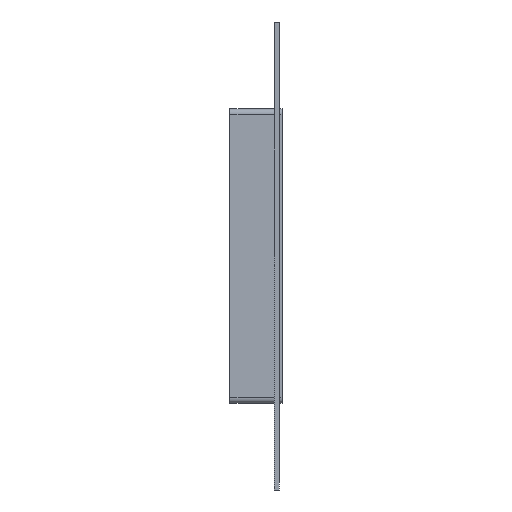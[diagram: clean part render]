
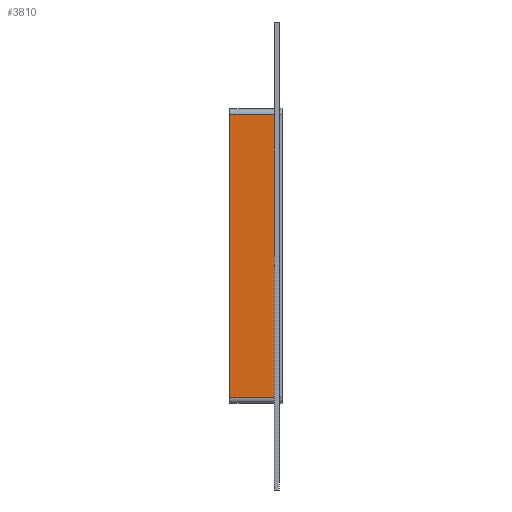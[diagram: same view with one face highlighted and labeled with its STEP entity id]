
A CAD part, left-side view. The second image highlights one B-rep face of the part: STEP entity #3810.
In plain terms, the highlighted planar face has unit normal (-1, 0, 0).
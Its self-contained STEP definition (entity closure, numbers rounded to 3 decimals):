
#1510=CARTESIAN_POINT('',(-392.5,57.0,-163.5));
#1511=VERTEX_POINT('',#1510);
#1519=CARTESIAN_POINT('',(-392.5,57.0,163.5));
#1520=VERTEX_POINT('',#1519);
#1521=CARTESIAN_POINT('',(-392.5,57.0,-163.5));
#1522=DIRECTION('',(0.0,0.0,1.0));
#1523=VECTOR('',#1522,327.0);
#1524=LINE('',#1521,#1523);
#1525=EDGE_CURVE('',#1511,#1520,#1524,.T.);
#3255=CARTESIAN_POINT('',(-392.5,6.,-163.5));
#3256=VERTEX_POINT('',#3255);
#3306=CARTESIAN_POINT('',(-392.5,6.,163.5));
#3307=VERTEX_POINT('',#3306);
#3315=CARTESIAN_POINT('',(-392.5,6.,-163.5));
#3316=DIRECTION('',(0.0,0.0,1.0));
#3317=VECTOR('',#3316,327.0);
#3318=LINE('',#3315,#3317);
#3319=EDGE_CURVE('',#3256,#3307,#3318,.T.);
#3783=CARTESIAN_POINT('',(-392.5,6.,-163.5));
#3784=DIRECTION('',(0.0,1.0,0.0));
#3785=VECTOR('',#3784,51.0);
#3786=LINE('',#3783,#3785);
#3787=EDGE_CURVE('',#3256,#1511,#3786,.T.);
#3794=CARTESIAN_POINT('',(-392.5,0.0,-169.5));
#3795=DIRECTION('',(-1.0,0.0,0.0));
#3796=DIRECTION('',(0.0,0.0,1.0));
#3797=AXIS2_PLACEMENT_3D('',#3794,#3795,#3796);
#3798=PLANE('',#3797);
#3799=ORIENTED_EDGE('',*,*,#3319,.T.);
#3800=CARTESIAN_POINT('',(-392.5,57.0,163.5));
#3801=DIRECTION('',(0.0,-1.0,0.0));
#3802=VECTOR('',#3801,51.0);
#3803=LINE('',#3800,#3802);
#3804=EDGE_CURVE('',#1520,#3307,#3803,.T.);
#3805=ORIENTED_EDGE('',*,*,#3804,.F.);
#3806=ORIENTED_EDGE('',*,*,#1525,.F.);
#3807=ORIENTED_EDGE('',*,*,#3787,.F.);
#3808=EDGE_LOOP('',(#3799,#3805,#3806,#3807));
#3809=FACE_OUTER_BOUND('',#3808,.T.);
#3810=ADVANCED_FACE('',(#3809),#3798,.T.);
